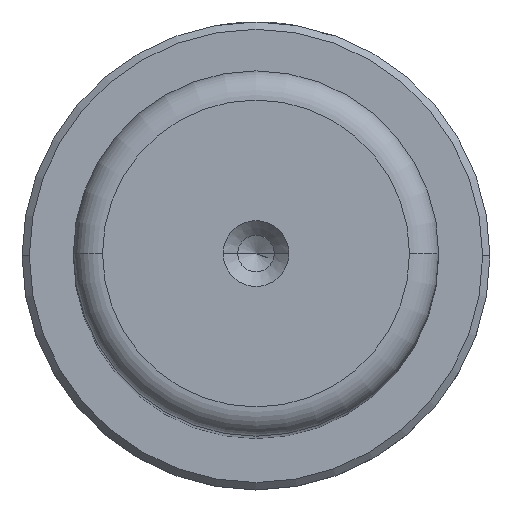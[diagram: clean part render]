
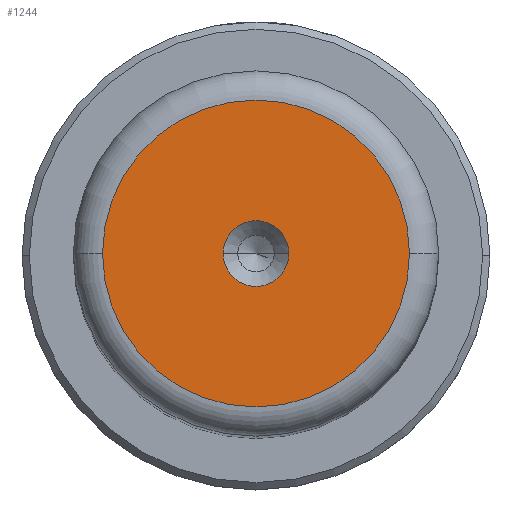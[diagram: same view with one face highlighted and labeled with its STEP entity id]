
A CAD part, top view. The second image highlights one B-rep face of the part: STEP entity #1244.
In plain terms, the highlighted planar face has unit normal (0, 0, 1).
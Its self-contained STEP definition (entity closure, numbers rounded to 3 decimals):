
#205 = CARTESIAN_POINT ( 'NONE',  ( 10.495, 0., 116. ) ) ;
#219 = EDGE_CURVE ( 'NONE', #334, #1419, #1844, .T. ) ;
#259 = DIRECTION ( 'NONE',  ( 0., 0., 1. ) ) ;
#297 = ORIENTED_EDGE ( 'NONE', *, *, #1558, .F. ) ;
#315 = FACE_BOUND ( 'NONE', #1297, .T. ) ;
#329 = PLANE ( 'NONE',  #1337 ) ;
#334 = VERTEX_POINT ( 'NONE', #512 ) ;
#336 = DIRECTION ( 'NONE',  ( 1., 0., 0. ) ) ;
#512 = CARTESIAN_POINT ( 'NONE',  ( 2.25, 0., 116. ) ) ;
#517 = CIRCLE ( 'NONE', #2018, 10.495 ) ;
#528 = AXIS2_PLACEMENT_3D ( 'NONE', #1708, #749, #1868 ) ;
#749 = DIRECTION ( 'NONE',  ( 0., 0., 1. ) ) ;
#764 = CIRCLE ( 'NONE', #1189, 2.25 ) ;
#816 = CARTESIAN_POINT ( 'NONE',  ( 0., 0., 116. ) ) ;
#826 = CARTESIAN_POINT ( 'NONE',  ( 0., 0., 116. ) ) ;
#926 = CARTESIAN_POINT ( 'NONE',  ( 0., 0., 116. ) ) ;
#989 = DIRECTION ( 'NONE',  ( 1., 0., 0. ) ) ;
#1031 = CARTESIAN_POINT ( 'NONE',  ( -2.25, 0., 116. ) ) ;
#1034 = EDGE_CURVE ( 'NONE', #1271, #1621, #1942, .T. ) ;
#1089 = DIRECTION ( 'NONE',  ( 1., 0., 0. ) ) ;
#1097 = EDGE_CURVE ( 'NONE', #1621, #1271, #517, .T. ) ;
#1175 = FACE_OUTER_BOUND ( 'NONE', #1506, .T. ) ;
#1189 = AXIS2_PLACEMENT_3D ( 'NONE', #1222, #259, #1382 ) ;
#1222 = CARTESIAN_POINT ( 'NONE',  ( 0., 0., 116. ) ) ;
#1231 = ORIENTED_EDGE ( 'NONE', *, *, #1034, .T. ) ;
#1244 = ADVANCED_FACE ( 'NONE', ( #315, #1175 ), #329, .T. ) ;
#1271 = VERTEX_POINT ( 'NONE', #205 ) ;
#1296 = DIRECTION ( 'NONE',  ( 0., 0., 1. ) ) ;
#1297 = EDGE_LOOP ( 'NONE', ( #1957, #297 ) ) ;
#1337 = AXIS2_PLACEMENT_3D ( 'NONE', #816, #1296, #336 ) ;
#1374 = AXIS2_PLACEMENT_3D ( 'NONE', #826, #1939, #989 ) ;
#1382 = DIRECTION ( 'NONE',  ( 1., 0., 0. ) ) ;
#1395 = CARTESIAN_POINT ( 'NONE',  ( -10.495, 0., 116. ) ) ;
#1419 = VERTEX_POINT ( 'NONE', #1031 ) ;
#1506 = EDGE_LOOP ( 'NONE', ( #1231, #1642 ) ) ;
#1558 = EDGE_CURVE ( 'NONE', #1419, #334, #764, .T. ) ;
#1621 = VERTEX_POINT ( 'NONE', #1395 ) ;
#1642 = ORIENTED_EDGE ( 'NONE', *, *, #1097, .T. ) ;
#1708 = CARTESIAN_POINT ( 'NONE',  ( 0., 0., 116. ) ) ;
#1844 = CIRCLE ( 'NONE', #528, 2.25 ) ;
#1868 = DIRECTION ( 'NONE',  ( 1., 0., 0. ) ) ;
#1939 = DIRECTION ( 'NONE',  ( 0., 0., 1. ) ) ;
#1942 = CIRCLE ( 'NONE', #1374, 10.495 ) ;
#1957 = ORIENTED_EDGE ( 'NONE', *, *, #219, .F. ) ;
#2018 = AXIS2_PLACEMENT_3D ( 'NONE', #926, #2038, #1089 ) ;
#2038 = DIRECTION ( 'NONE',  ( 0., 0., 1. ) ) ;
